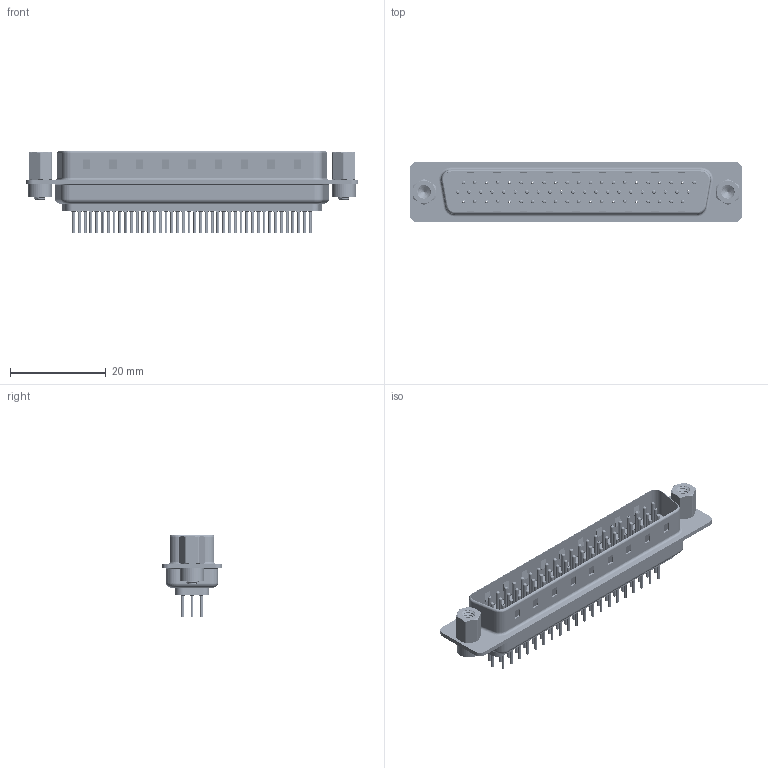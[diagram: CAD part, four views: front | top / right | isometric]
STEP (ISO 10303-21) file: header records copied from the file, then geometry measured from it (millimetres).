
FILE_DESCRIPTION (( 'STEP AP203' ), '1' );
FILE_NAME ('637-062-330-043.STEP', '2020-07-18T03:55:35', ( '' ), ( '' ), 'SwSTEP 2.0', 'SolidWorks 2020', '' );
FILE_SCHEMA (( 'CONFIG_CONTROL_DESIGN' ));
Length unit declared in the file: millimetre
Products named in the file (9): 637 Contact Row 3_30; 637 4-40 Threaded Rivet; 637 Contact Row 2_30; 637 Housing_62 Contacts; 637 Contact Row 1_30; 637-062-330-043; 637 4-40 Hex Standoff; 637 Shell Front_62 Contacts; 637 Shell Rear_62 Contacts
Assembly tree (69 placements, depth 2):
  637-062-330-043
    637 Housing_62 Contacts
    637 Shell Front_62 Contacts
    637 Shell Rear_62 Contacts
    637 Contact Row 1_30  x21
    637 Contact Row 2_30  x21
    637 Contact Row 3_30  x20
    637 4-40 Threaded Rivet  x2
    637 4-40 Hex Standoff  x2
Bounding box: 69.4 x 12.6 x 17.25 mm (x, y, z)
Volume: 3901.3 mm3; surface area: 14105.5 mm2
Topology: 69 solids, 69 shells, 6738 faces, 17835 edges, 10998 vertices
Faces by surface type: cylinder 2507, torus 1848, plane 1713, cone 652, bspline 18
Entity records: 44054 total; most frequent: CARTESIAN_POINT 11413, DIRECTION 6738, ORIENTED_EDGE 5962, EDGE_CURVE 2981, AXIS2_PLACEMENT_3D 2720, VERTEX_POINT 1918, EDGE_LOOP 1523, CIRCLE 1443
